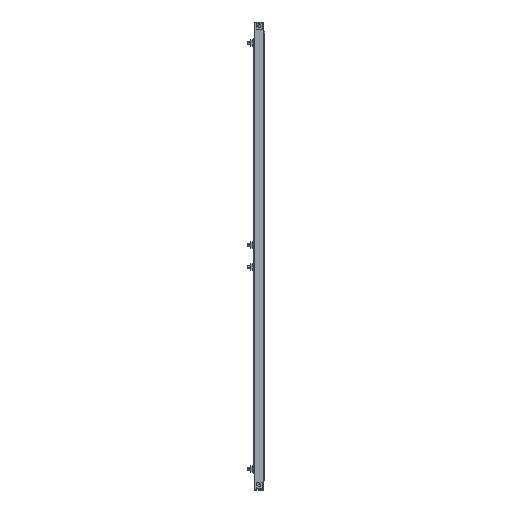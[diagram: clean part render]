
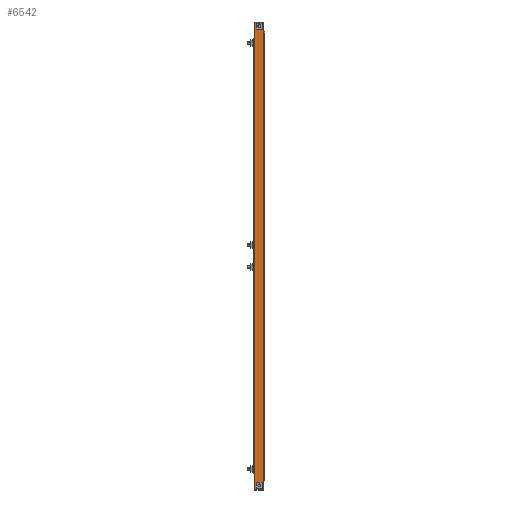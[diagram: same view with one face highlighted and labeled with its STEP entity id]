
A CAD part, top view. The second image highlights one B-rep face of the part: STEP entity #6542.
In plain terms, the highlighted face is planar.
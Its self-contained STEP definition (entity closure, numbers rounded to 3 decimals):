
#20 = EDGE_CURVE ( 'NONE', #3988, #7272, #2952, .T. ) ;
#141 = VERTEX_POINT ( 'NONE', #6102 ) ;
#244 = CARTESIAN_POINT ( 'NONE',  ( 0., 20.5, -983. ) ) ;
#267 = EDGE_CURVE ( 'NONE', #2491, #2187, #2115, .T. ) ;
#326 = CARTESIAN_POINT ( 'NONE',  ( 0., 15.75, -979.1 ) ) ;
#399 = EDGE_CURVE ( 'NONE', #2187, #141, #6961, .T. ) ;
#482 = ORIENTED_EDGE ( 'NONE', *, *, #6354, .T. ) ;
#503 = CARTESIAN_POINT ( 'NONE',  ( 0., 15.75, -3.9 ) ) ;
#516 = CARTESIAN_POINT ( 'NONE',  ( 0., 15.75, -3.9 ) ) ;
#771 = CARTESIAN_POINT ( 'NONE',  ( 0., 6.25, -969.6 ) ) ;
#824 = ORIENTED_EDGE ( 'NONE', *, *, #267, .F. ) ;
#890 = PLANE ( 'NONE',  #3392 ) ;
#942 = CARTESIAN_POINT ( 'NONE',  ( 0., 2.5, -983. ) ) ;
#950 = VECTOR ( 'NONE', #7333, 1000. ) ;
#967 = LINE ( 'NONE', #3238, #2617 ) ;
#1026 = ORIENTED_EDGE ( 'NONE', *, *, #1761, .T. ) ;
#1077 = CARTESIAN_POINT ( 'NONE',  ( 0., 15.75, -979.1 ) ) ;
#1089 = CARTESIAN_POINT ( 'NONE',  ( 0., 0., 0. ) ) ;
#1123 = ORIENTED_EDGE ( 'NONE', *, *, #2158, .F. ) ;
#1215 = VERTEX_POINT ( 'NONE', #4759 ) ;
#1308 = DIRECTION ( 'NONE',  ( 0., 0., 1. ) ) ;
#1349 = DIRECTION ( 'NONE',  ( 0., 0., 1. ) ) ;
#1403 = VECTOR ( 'NONE', #2623, 1000. ) ;
#1449 = FACE_BOUND ( 'NONE', #5151, .T. ) ;
#1478 = VECTOR ( 'NONE', #5354, 1000. ) ;
#1559 = DIRECTION ( 'NONE',  ( 0., -1., 0. ) ) ;
#1703 = LINE ( 'NONE', #4771, #2978 ) ;
#1761 = EDGE_CURVE ( 'NONE', #7272, #4189, #3728, .T. ) ;
#1765 = CARTESIAN_POINT ( 'NONE',  ( 0., 2.5, -983. ) ) ;
#1771 = EDGE_CURVE ( 'NONE', #141, #4345, #2499, .T. ) ;
#1886 = VECTOR ( 'NONE', #6369, 1000. ) ;
#1991 = CARTESIAN_POINT ( 'NONE',  ( 0., 20.5, -983. ) ) ;
#2101 = EDGE_CURVE ( 'NONE', #2629, #4155, #1703, .T. ) ;
#2115 = LINE ( 'NONE', #942, #950 ) ;
#2158 = EDGE_CURVE ( 'NONE', #4065, #4306, #967, .T. ) ;
#2187 = VERTEX_POINT ( 'NONE', #3313 ) ;
#2194 = DIRECTION ( 'NONE',  ( 0., -1., 0. ) ) ;
#2200 = CARTESIAN_POINT ( 'NONE',  ( 0., 15.75, -979.1 ) ) ;
#2201 = DIRECTION ( 'NONE',  ( 0., 0., 1. ) ) ;
#2302 = VECTOR ( 'NONE', #1349, 1000. ) ;
#2327 = VECTOR ( 'NONE', #2194, 1000. ) ;
#2412 = VERTEX_POINT ( 'NONE', #326 ) ;
#2419 = EDGE_CURVE ( 'NONE', #4189, #1215, #2736, .T. ) ;
#2424 = LINE ( 'NONE', #3726, #1478 ) ;
#2491 = VERTEX_POINT ( 'NONE', #5205 ) ;
#2499 = LINE ( 'NONE', #7189, #6696 ) ;
#2571 = EDGE_CURVE ( 'NONE', #1215, #3988, #2424, .T. ) ;
#2617 = VECTOR ( 'NONE', #3275, 1000. ) ;
#2623 = DIRECTION ( 'NONE',  ( 0., 0., 1. ) ) ;
#2629 = VERTEX_POINT ( 'NONE', #244 ) ;
#2694 = DIRECTION ( 'NONE',  ( 0., 1., 0. ) ) ;
#2736 = LINE ( 'NONE', #3227, #1403 ) ;
#2829 = EDGE_CURVE ( 'NONE', #4065, #4345, #4062, .T. ) ;
#2851 = LINE ( 'NONE', #4635, #5941 ) ;
#2883 = LINE ( 'NONE', #4135, #1886 ) ;
#2952 = LINE ( 'NONE', #503, #3750 ) ;
#2961 = ORIENTED_EDGE ( 'NONE', *, *, #2829, .T. ) ;
#2978 = VECTOR ( 'NONE', #1308, 1000. ) ;
#3000 = CARTESIAN_POINT ( 'NONE',  ( 0., 6.25, -13.4 ) ) ;
#3001 = ORIENTED_EDGE ( 'NONE', *, *, #5573, .T. ) ;
#3095 = LINE ( 'NONE', #1991, #2302 ) ;
#3220 = VERTEX_POINT ( 'NONE', #5559 ) ;
#3227 = CARTESIAN_POINT ( 'NONE',  ( 0., 6.25, -3.9 ) ) ;
#3238 = CARTESIAN_POINT ( 'NONE',  ( 0., 20.5, 0. ) ) ;
#3275 = DIRECTION ( 'NONE',  ( 0., 0., -1. ) ) ;
#3313 = CARTESIAN_POINT ( 'NONE',  ( 0., 2.5, -962. ) ) ;
#3361 = DIRECTION ( 'NONE',  ( 0., 0., 1. ) ) ;
#3390 = DIRECTION ( 'NONE',  ( 0., 0., -1. ) ) ;
#3392 = AXIS2_PLACEMENT_3D ( 'NONE', #6124, #6687, #2201 ) ;
#3442 = CARTESIAN_POINT ( 'NONE',  ( 0., 6.25, -979.1 ) ) ;
#3717 = ORIENTED_EDGE ( 'NONE', *, *, #2101, .T. ) ;
#3718 = EDGE_CURVE ( 'NONE', #4155, #4306, #3095, .T. ) ;
#3726 = CARTESIAN_POINT ( 'NONE',  ( 0., 15.75, -3.9 ) ) ;
#3728 = LINE ( 'NONE', #5538, #7048 ) ;
#3750 = VECTOR ( 'NONE', #5276, 1000. ) ;
#3753 = CARTESIAN_POINT ( 'NONE',  ( 0., 15.75, -13.4 ) ) ;
#3988 = VERTEX_POINT ( 'NONE', #516 ) ;
#4062 = LINE ( 'NONE', #1089, #2327 ) ;
#4065 = VERTEX_POINT ( 'NONE', #5178 ) ;
#4135 = CARTESIAN_POINT ( 'NONE',  ( 0., 15.75, -969.6 ) ) ;
#4155 = VERTEX_POINT ( 'NONE', #4183 ) ;
#4163 = VERTEX_POINT ( 'NONE', #771 ) ;
#4183 = CARTESIAN_POINT ( 'NONE',  ( 0., 20.5, -948. ) ) ;
#4189 = VERTEX_POINT ( 'NONE', #3000 ) ;
#4207 = VERTEX_POINT ( 'NONE', #3442 ) ;
#4220 = CARTESIAN_POINT ( 'NONE',  ( 0., 2.5, 0. ) ) ;
#4306 = VERTEX_POINT ( 'NONE', #6775 ) ;
#4345 = VERTEX_POINT ( 'NONE', #4220 ) ;
#4355 = VECTOR ( 'NONE', #3361, 1000. ) ;
#4388 = EDGE_CURVE ( 'NONE', #2491, #2629, #7264, .T. ) ;
#4391 = VECTOR ( 'NONE', #1559, 1000. ) ;
#4453 = LINE ( 'NONE', #2200, #4391 ) ;
#4483 = EDGE_CURVE ( 'NONE', #4163, #3220, #2883, .T. ) ;
#4525 = EDGE_LOOP ( 'NONE', ( #6897, #4538, #1026, #6679 ) ) ;
#4538 = ORIENTED_EDGE ( 'NONE', *, *, #20, .T. ) ;
#4635 = CARTESIAN_POINT ( 'NONE',  ( 0., 6.25, -979.1 ) ) ;
#4718 = ORIENTED_EDGE ( 'NONE', *, *, #1771, .F. ) ;
#4759 = CARTESIAN_POINT ( 'NONE',  ( 0., 6.25, -3.9 ) ) ;
#4771 = CARTESIAN_POINT ( 'NONE',  ( 0., 20.5, -983. ) ) ;
#4936 = VECTOR ( 'NONE', #3390, 1000. ) ;
#5151 = EDGE_LOOP ( 'NONE', ( #482, #3001, #7427, #6614 ) ) ;
#5178 = CARTESIAN_POINT ( 'NONE',  ( 0., 20.5, 0. ) ) ;
#5205 = CARTESIAN_POINT ( 'NONE',  ( 0., 2.5, -983. ) ) ;
#5276 = DIRECTION ( 'NONE',  ( 0., 0., -1. ) ) ;
#5354 = DIRECTION ( 'NONE',  ( 0., 1., 0. ) ) ;
#5538 = CARTESIAN_POINT ( 'NONE',  ( 0., 15.75, -13.4 ) ) ;
#5559 = CARTESIAN_POINT ( 'NONE',  ( 0., 15.75, -969.6 ) ) ;
#5573 = EDGE_CURVE ( 'NONE', #2412, #4207, #4453, .T. ) ;
#5691 = ORIENTED_EDGE ( 'NONE', *, *, #3718, .T. ) ;
#5803 = DIRECTION ( 'NONE',  ( 0., 0., 1. ) ) ;
#5941 = VECTOR ( 'NONE', #5803, 1000. ) ;
#6030 = DIRECTION ( 'NONE',  ( 0., -1., 0. ) ) ;
#6046 = FACE_BOUND ( 'NONE', #4525, .T. ) ;
#6102 = CARTESIAN_POINT ( 'NONE',  ( 0., 2.5, -21. ) ) ;
#6124 = CARTESIAN_POINT ( 'NONE',  ( 0., 0., 0. ) ) ;
#6262 = CARTESIAN_POINT ( 'NONE',  ( 0., 0., -983. ) ) ;
#6354 = EDGE_CURVE ( 'NONE', #3220, #2412, #6842, .T. ) ;
#6369 = DIRECTION ( 'NONE',  ( 0., 1., 0. ) ) ;
#6506 = ORIENTED_EDGE ( 'NONE', *, *, #399, .F. ) ;
#6542 = ADVANCED_FACE ( 'NONE', ( #6046, #1449, #7381 ), #890, .F. ) ;
#6614 = ORIENTED_EDGE ( 'NONE', *, *, #4483, .T. ) ;
#6679 = ORIENTED_EDGE ( 'NONE', *, *, #2419, .T. ) ;
#6687 = DIRECTION ( 'NONE',  ( -1., 0., 0. ) ) ;
#6696 = VECTOR ( 'NONE', #7261, 1000. ) ;
#6719 = EDGE_CURVE ( 'NONE', #4207, #4163, #2851, .T. ) ;
#6775 = CARTESIAN_POINT ( 'NONE',  ( 0., 20.5, -35. ) ) ;
#6842 = LINE ( 'NONE', #1077, #4936 ) ;
#6897 = ORIENTED_EDGE ( 'NONE', *, *, #2571, .T. ) ;
#6961 = LINE ( 'NONE', #1765, #4355 ) ;
#7024 = ORIENTED_EDGE ( 'NONE', *, *, #4388, .T. ) ;
#7048 = VECTOR ( 'NONE', #6030, 1000. ) ;
#7189 = CARTESIAN_POINT ( 'NONE',  ( 0., 2.5, -983. ) ) ;
#7261 = DIRECTION ( 'NONE',  ( 0., 0., 1. ) ) ;
#7264 = LINE ( 'NONE', #6262, #7325 ) ;
#7272 = VERTEX_POINT ( 'NONE', #3753 ) ;
#7282 = EDGE_LOOP ( 'NONE', ( #824, #7024, #3717, #5691, #1123, #2961, #4718, #6506 ) ) ;
#7325 = VECTOR ( 'NONE', #2694, 1000. ) ;
#7333 = DIRECTION ( 'NONE',  ( 0., 0., 1. ) ) ;
#7381 = FACE_OUTER_BOUND ( 'NONE', #7282, .T. ) ;
#7427 = ORIENTED_EDGE ( 'NONE', *, *, #6719, .T. ) ;
